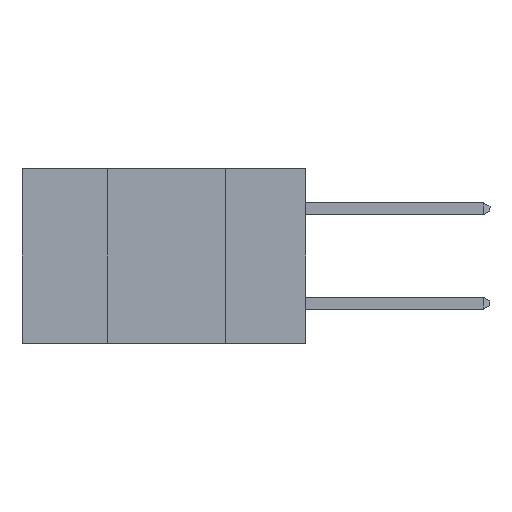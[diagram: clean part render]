
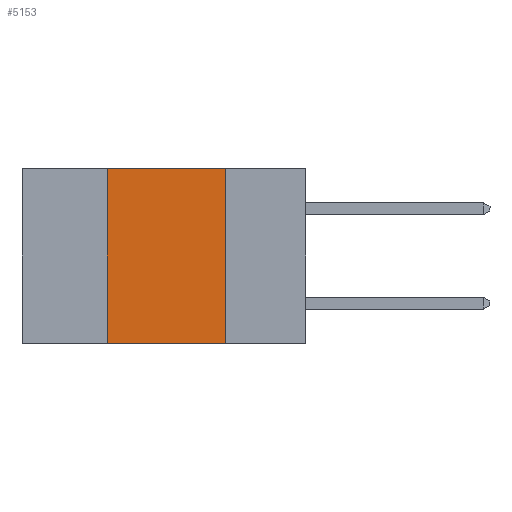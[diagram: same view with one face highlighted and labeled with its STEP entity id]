
A CAD part, left-side view. The second image highlights one B-rep face of the part: STEP entity #5153.
In plain terms, the highlighted planar face has unit normal (-1, 0, 0).
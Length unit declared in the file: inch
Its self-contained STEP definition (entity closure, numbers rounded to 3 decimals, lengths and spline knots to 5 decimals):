
#129 = EDGE_CURVE ( 'NONE', #5642, #3466, #4690, .T. ) ;
#157 = DIRECTION ( 'NONE',  ( 1., 0., 0. ) ) ;
#191 = CARTESIAN_POINT ( 'NONE',  ( 0., 0.42, -0.37 ) ) ;
#205 = DIRECTION ( 'NONE',  ( 0., 0., -1. ) ) ;
#513 = CARTESIAN_POINT ( 'NONE',  ( 0., 0.17, 0. ) ) ;
#685 = CARTESIAN_POINT ( 'NONE',  ( 0., 0.17, -0.37 ) ) ;
#707 = EDGE_CURVE ( 'NONE', #3466, #5498, #4932, .T. ) ;
#825 = CARTESIAN_POINT ( 'NONE',  ( 0., 0.17, -0.37 ) ) ;
#850 = DIRECTION ( 'NONE',  ( 0., -1., 0. ) ) ;
#1506 = DIRECTION ( 'NONE',  ( 0., -1., 0. ) ) ;
#2714 = CARTESIAN_POINT ( 'NONE',  ( 0., 0.6, 0. ) ) ;
#3277 = ORIENTED_EDGE ( 'NONE', *, *, #4383, .T. ) ;
#3416 = ORIENTED_EDGE ( 'NONE', *, *, #129, .F. ) ;
#3466 = VERTEX_POINT ( 'NONE', #5057 ) ;
#3787 = VERTEX_POINT ( 'NONE', #825 ) ;
#3950 = VECTOR ( 'NONE', #850, 39.37008 ) ;
#4007 = VECTOR ( 'NONE', #6091, 39.37008 ) ;
#4383 = EDGE_CURVE ( 'NONE', #5642, #3787, #6880, .T. ) ;
#4581 = ORIENTED_EDGE ( 'NONE', *, *, #5463, .F. ) ;
#4690 = LINE ( 'NONE', #7359, #4007 ) ;
#4753 = CARTESIAN_POINT ( 'NONE',  ( 0., 0.6, -0.37 ) ) ;
#4932 = LINE ( 'NONE', #7594, #5398 ) ;
#5004 = AXIS2_PLACEMENT_3D ( 'NONE', #2714, #157, #205 ) ;
#5057 = CARTESIAN_POINT ( 'NONE',  ( 0., 0.42, 0. ) ) ;
#5153 = ADVANCED_FACE ( 'NONE', ( #6205 ), #6758, .F. ) ;
#5398 = VECTOR ( 'NONE', #1506, 39.37008 ) ;
#5463 = EDGE_CURVE ( 'NONE', #5498, #3787, #7857, .T. ) ;
#5498 = VERTEX_POINT ( 'NONE', #513 ) ;
#5642 = VERTEX_POINT ( 'NONE', #191 ) ;
#5653 = ORIENTED_EDGE ( 'NONE', *, *, #707, .F. ) ;
#5869 = EDGE_LOOP ( 'NONE', ( #4581, #5653, #3416, #3277 ) ) ;
#6091 = DIRECTION ( 'NONE',  ( 0., 0., 1. ) ) ;
#6169 = DIRECTION ( 'NONE',  ( 0., 0., -1. ) ) ;
#6205 = FACE_OUTER_BOUND ( 'NONE', #5869, .T. ) ;
#6758 = PLANE ( 'NONE',  #5004 ) ;
#6765 = VECTOR ( 'NONE', #6169, 39.37008 ) ;
#6880 = LINE ( 'NONE', #4753, #3950 ) ;
#7359 = CARTESIAN_POINT ( 'NONE',  ( 0., 0.42, -0.37 ) ) ;
#7594 = CARTESIAN_POINT ( 'NONE',  ( 0., 0.6, 0. ) ) ;
#7857 = LINE ( 'NONE', #685, #6765 ) ;
